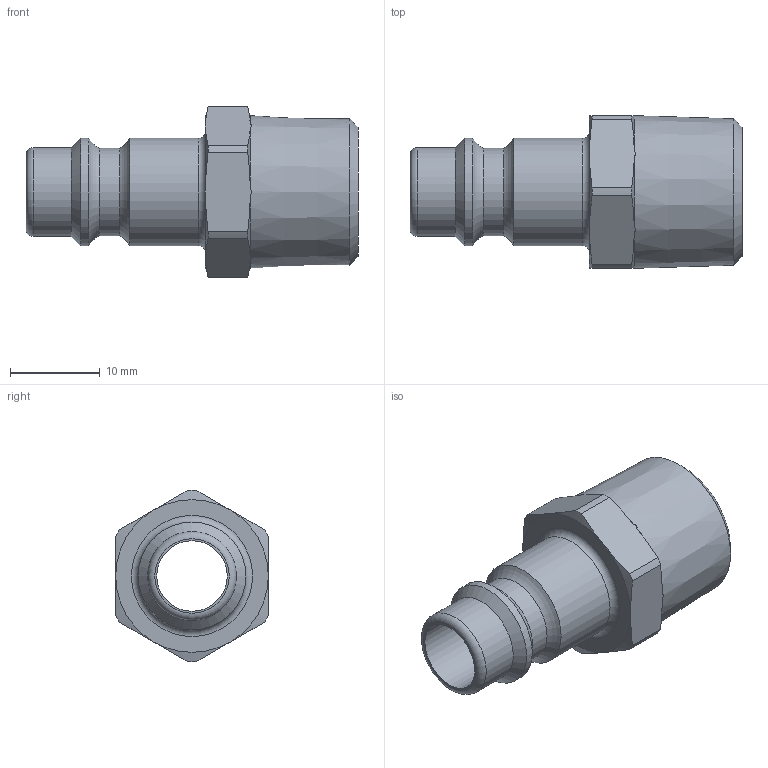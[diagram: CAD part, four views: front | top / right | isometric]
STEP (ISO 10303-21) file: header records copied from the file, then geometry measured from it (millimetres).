
FILE_DESCRIPTION((''),'2;1');
FILE_NAME('25sfak17sxz.stp','2013-06-11T10:24:23',('IA176480'),(''),'Autodesk Inventor 2013','Autodesk Inventor 2013','');
FILE_SCHEMA(('AUTOMOTIVE_DESIGN { 1 0 10303 214 1 1 1 1 }'));
Length unit declared in the file: millimetre
Products named in the file (1): D106827
Bounding box: 37 x 17 x 19.15 mm (x, y, z)
Volume: 3151.7 mm3; surface area: 3000.3 mm2
Topology: 1 solids, 1 shells, 41 faces, 97 edges, 59 vertices
Faces by surface type: cone 16, cylinder 12, plane 9, torus 4
Full cylindrical faces by diameter (mm): 7.85 x1, 9.75 x1, 9.9 x1, 11.5 x1, 12 x2
Entity records: 1096 total; most frequent: CARTESIAN_POINT 242, DIRECTION 176, ORIENTED_EDGE 164, AXIS2_PLACEMENT_3D 82, EDGE_CURVE 82, VERTEX_POINT 58, EDGE_LOOP 58, FACE_OUTER_BOUND 41
